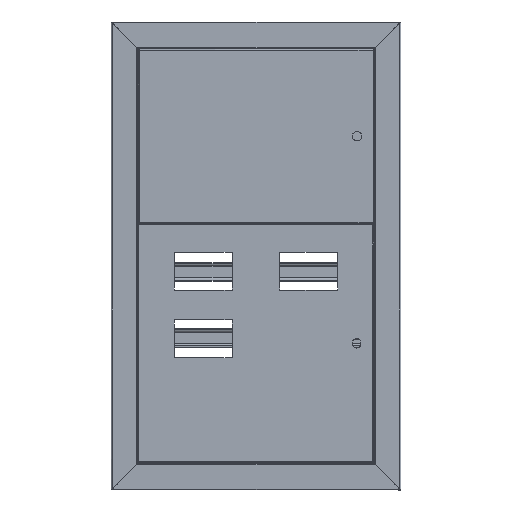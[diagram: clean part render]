
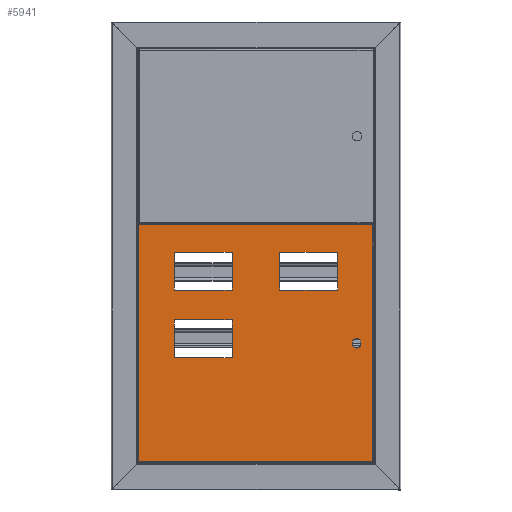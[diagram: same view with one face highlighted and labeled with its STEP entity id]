
A CAD part, top view. The second image highlights one B-rep face of the part: STEP entity #5941.
In plain terms, the highlighted planar face has unit normal (0, 0, 1).
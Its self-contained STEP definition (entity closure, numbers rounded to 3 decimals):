
#5941=ADVANCED_FACE('',(#10307,#10309,#10311,#10313,#10315),#10317,.T.);
#10307=FACE_BOUND('',#10308,.T.);
#10308=EDGE_LOOP('',(#13275,#13276,#13277,#13278));
#10309=FACE_BOUND('',#10310,.T.);
#10310=EDGE_LOOP('',(#13279,#13280,#13281,#13282));
#10311=FACE_BOUND('',#10312,.T.);
#10312=EDGE_LOOP('',(#13283,#13284,#13285,#13286));
#10313=FACE_BOUND('',#10314,.T.);
#10314=EDGE_LOOP('',(#13287,#13288,#13289,#13290));
#10315=FACE_BOUND('',#10316,.T.);
#10316=EDGE_LOOP('',(#13291,#13292,#13293,#13294));
#10317=PLANE('',#10318);
#10318=AXIS2_PLACEMENT_3D('',#10319,#10320,#10321);
#10319=CARTESIAN_POINT('',(0.,0.,0.));
#10320=DIRECTION('',(0.,0.,1.));
#10321=DIRECTION('',(1.,0.,0.));
#13275=ORIENTED_EDGE('',*,*,#14730,.F.);
#13276=ORIENTED_EDGE('',*,*,#14718,.F.);
#13277=ORIENTED_EDGE('',*,*,#14731,.T.);
#13278=ORIENTED_EDGE('',*,*,#14732,.F.);
#13279=ORIENTED_EDGE('',*,*,#14733,.T.);
#13280=ORIENTED_EDGE('',*,*,#14734,.T.);
#13281=ORIENTED_EDGE('',*,*,#14735,.T.);
#13282=ORIENTED_EDGE('',*,*,#14736,.T.);
#13283=ORIENTED_EDGE('',*,*,#14737,.T.);
#13284=ORIENTED_EDGE('',*,*,#14738,.T.);
#13285=ORIENTED_EDGE('',*,*,#14739,.T.);
#13286=ORIENTED_EDGE('',*,*,#14740,.T.);
#13287=ORIENTED_EDGE('',*,*,#14741,.T.);
#13288=ORIENTED_EDGE('',*,*,#14742,.T.);
#13289=ORIENTED_EDGE('',*,*,#14743,.T.);
#13290=ORIENTED_EDGE('',*,*,#14744,.T.);
#13291=ORIENTED_EDGE('',*,*,#14745,.T.);
#13292=ORIENTED_EDGE('',*,*,#14746,.T.);
#13293=ORIENTED_EDGE('',*,*,#14747,.T.);
#13294=ORIENTED_EDGE('',*,*,#14748,.T.);
#14718=EDGE_CURVE('',#16790,#16792,#16793,.T.);
#14730=EDGE_CURVE('',#16792,#16810,#16811,.T.);
#14731=EDGE_CURVE('',#16790,#16812,#16813,.T.);
#14732=EDGE_CURVE('',#16810,#16812,#16814,.T.);
#14733=EDGE_CURVE('',#16815,#16816,#16817,.F.);
#14734=EDGE_CURVE('',#16816,#16818,#16819,.F.);
#14735=EDGE_CURVE('',#16818,#16820,#16821,.F.);
#14736=EDGE_CURVE('',#16820,#16815,#16822,.F.);
#14737=EDGE_CURVE('',#16823,#16824,#16825,.F.);
#14738=EDGE_CURVE('',#16824,#16826,#16827,.F.);
#14739=EDGE_CURVE('',#16826,#16828,#16829,.F.);
#14740=EDGE_CURVE('',#16828,#16823,#16830,.F.);
#14741=EDGE_CURVE('',#16831,#16832,#16833,.F.);
#14742=EDGE_CURVE('',#16832,#16834,#16835,.F.);
#14743=EDGE_CURVE('',#16834,#16836,#16837,.F.);
#14744=EDGE_CURVE('',#16836,#16831,#16838,.F.);
#14745=EDGE_CURVE('',#16839,#16840,#16841,.F.);
#14746=EDGE_CURVE('',#16840,#16842,#16843,.F.);
#14747=EDGE_CURVE('',#16842,#16844,#16845,.F.);
#14748=EDGE_CURVE('',#16844,#16839,#16846,.F.);
#16790=VERTEX_POINT('',#22426);
#16792=VERTEX_POINT('',#22431);
#16793=LINE('',#22432,#22433);
#16810=VERTEX_POINT('',#22503);
#16811=LINE('',#22504,#22505);
#16812=VERTEX_POINT('',#22507);
#16813=LINE('',#22508,#22509);
#16814=LINE('',#22511,#22512);
#16815=VERTEX_POINT('',#22514);
#16816=VERTEX_POINT('',#22515);
#16817=CIRCLE('',#22516,9.);
#16818=VERTEX_POINT('',#22520);
#16819=LINE('',#22521,#22522);
#16820=VERTEX_POINT('',#22524);
#16821=CIRCLE('',#22525,9.);
#16822=LINE('',#22529,#22530);
#16823=VERTEX_POINT('',#22532);
#16824=VERTEX_POINT('',#22533);
#16825=LINE('',#22534,#22535);
#16826=VERTEX_POINT('',#22537);
#16827=LINE('',#22538,#22539);
#16828=VERTEX_POINT('',#22541);
#16829=LINE('',#22542,#22543);
#16830=LINE('',#22545,#22546);
#16831=VERTEX_POINT('',#22548);
#16832=VERTEX_POINT('',#22549);
#16833=LINE('',#22550,#22551);
#16834=VERTEX_POINT('',#22553);
#16835=LINE('',#22554,#22555);
#16836=VERTEX_POINT('',#22557);
#16837=LINE('',#22558,#22559);
#16838=LINE('',#22561,#22562);
#16839=VERTEX_POINT('',#22564);
#16840=VERTEX_POINT('',#22565);
#16841=LINE('',#22566,#22567);
#16842=VERTEX_POINT('',#22569);
#16843=LINE('',#22570,#22571);
#16844=VERTEX_POINT('',#22573);
#16845=LINE('',#22574,#22575);
#16846=LINE('',#22577,#22578);
#22426=CARTESIAN_POINT('',(-222.5,224.5,0.));
#22431=CARTESIAN_POINT('',(221.8,224.5,0.));
#22432=CARTESIAN_POINT('',(-222.5,224.5,0.));
#22433=VECTOR('',#22434,1.);
#22434=DIRECTION('',(1.,0.,0.));
#22503=CARTESIAN_POINT('',(221.8,-224.5,0.));
#22504=CARTESIAN_POINT('',(221.8,224.5,0.));
#22505=VECTOR('',#22506,1.);
#22506=DIRECTION('',(0.,-1.,0.));
#22507=CARTESIAN_POINT('',(-222.5,-224.5,0.));
#22508=CARTESIAN_POINT('',(-222.5,224.5,0.));
#22509=VECTOR('',#22510,1.);
#22510=DIRECTION('',(0.,-1.,0.));
#22511=CARTESIAN_POINT('',(221.8,-224.5,0.));
#22512=VECTOR('',#22513,1.);
#22513=DIRECTION('',(-1.,0.,0.));
#22514=CARTESIAN_POINT('',(199.294,-4.5,0.));
#22515=CARTESIAN_POINT('',(183.706,-4.5,0.));
#22516=AXIS2_PLACEMENT_3D('',#22517,#22518,#22519);
#22517=CARTESIAN_POINT('',(191.5,0.,0.));
#22518=DIRECTION('',(0.,0.,1.));
#22519=DIRECTION('',(-0.866,-0.5,0.));
#22520=CARTESIAN_POINT('',(183.706,4.5,0.));
#22521=CARTESIAN_POINT('',(183.706,4.5,0.));
#22522=VECTOR('',#22523,1.);
#22523=DIRECTION('',(0.,-1.,0.));
#22524=CARTESIAN_POINT('',(199.294,4.5,0.));
#22525=AXIS2_PLACEMENT_3D('',#22526,#22527,#22528);
#22526=CARTESIAN_POINT('',(191.5,0.,0.));
#22527=DIRECTION('',(0.,0.,1.));
#22528=DIRECTION('',(0.866,0.5,0.));
#22529=CARTESIAN_POINT('',(199.294,-4.5,0.));
#22530=VECTOR('',#22531,1.);
#22531=DIRECTION('',(0.,1.,0.));
#22532=CARTESIAN_POINT('',(45.,101.,0.));
#22533=CARTESIAN_POINT('',(45.,173.,0.));
#22534=CARTESIAN_POINT('',(45.,173.,0.));
#22535=VECTOR('',#22536,1.);
#22536=DIRECTION('',(0.,-1.,0.));
#22537=CARTESIAN_POINT('',(155.,173.,0.));
#22538=CARTESIAN_POINT('',(155.,173.,0.));
#22539=VECTOR('',#22540,1.);
#22540=DIRECTION('',(-1.,0.,0.));
#22541=CARTESIAN_POINT('',(155.,101.,0.));
#22542=CARTESIAN_POINT('',(155.,101.,0.));
#22543=VECTOR('',#22544,1.);
#22544=DIRECTION('',(0.,1.,0.));
#22545=CARTESIAN_POINT('',(45.,101.,0.));
#22546=VECTOR('',#22547,1.);
#22547=DIRECTION('',(1.,0.,0.));
#22548=CARTESIAN_POINT('',(-155.,101.,0.));
#22549=CARTESIAN_POINT('',(-155.,173.,0.));
#22550=CARTESIAN_POINT('',(-155.,173.,0.));
#22551=VECTOR('',#22552,1.);
#22552=DIRECTION('',(0.,-1.,0.));
#22553=CARTESIAN_POINT('',(-45.,173.,0.));
#22554=CARTESIAN_POINT('',(-45.,173.,0.));
#22555=VECTOR('',#22556,1.);
#22556=DIRECTION('',(-1.,0.,0.));
#22557=CARTESIAN_POINT('',(-45.,101.,0.));
#22558=CARTESIAN_POINT('',(-45.,101.,0.));
#22559=VECTOR('',#22560,1.);
#22560=DIRECTION('',(0.,1.,0.));
#22561=CARTESIAN_POINT('',(-155.,101.,0.));
#22562=VECTOR('',#22563,1.);
#22563=DIRECTION('',(1.,0.,0.));
#22564=CARTESIAN_POINT('',(-155.,-27.7,0.));
#22565=CARTESIAN_POINT('',(-155.,44.3,0.));
#22566=CARTESIAN_POINT('',(-155.,44.3,0.));
#22567=VECTOR('',#22568,1.);
#22568=DIRECTION('',(0.,-1.,0.));
#22569=CARTESIAN_POINT('',(-45.,44.3,0.));
#22570=CARTESIAN_POINT('',(-45.,44.3,0.));
#22571=VECTOR('',#22572,1.);
#22572=DIRECTION('',(-1.,0.,0.));
#22573=CARTESIAN_POINT('',(-45.,-27.7,0.));
#22574=CARTESIAN_POINT('',(-45.,-27.7,0.));
#22575=VECTOR('',#22576,1.);
#22576=DIRECTION('',(0.,1.,0.));
#22577=CARTESIAN_POINT('',(-155.,-27.7,0.));
#22578=VECTOR('',#22579,1.);
#22579=DIRECTION('',(1.,0.,0.));
